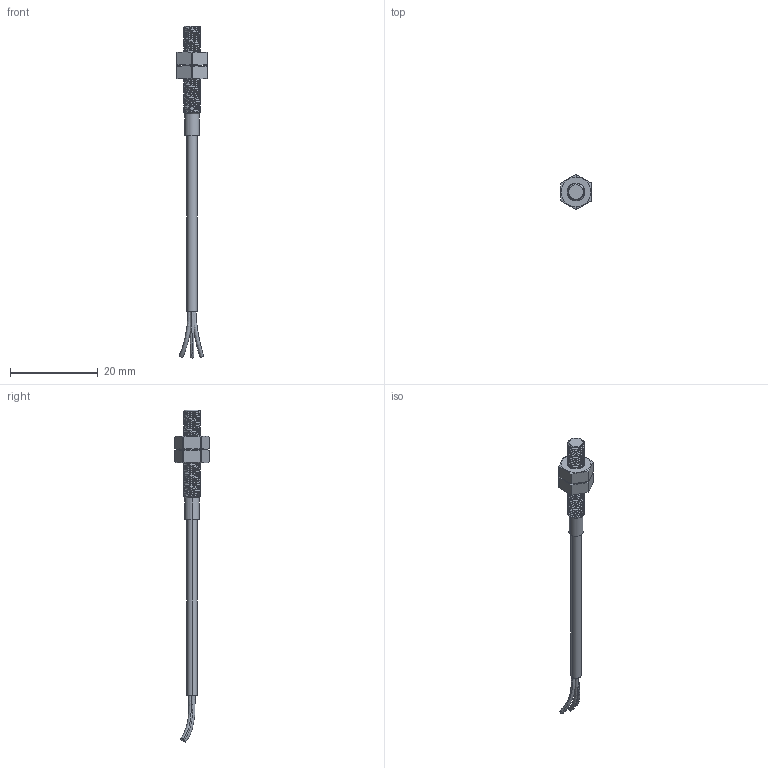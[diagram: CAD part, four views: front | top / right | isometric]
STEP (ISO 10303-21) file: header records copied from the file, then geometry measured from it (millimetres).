
FILE_DESCRIPTION((''),'2;1');
FILE_NAME('SM0408N-ASM_ASM','2022-07-12T16:47:08',('Administrator'),(''),'CREO PARAMETRIC BY PTC INC, 2021023','CREO PARAMETRIC BY PTC INC, 2021023','');
FILE_SCHEMA(('AUTOMOTIVE_DESIGN { 1 0 10303 214 1 1 1 1 }'));
Length unit declared in the file: millimetre
Products named in the file (3): SM0408N; NUT-M5-03; SM0408N-ASM_ASM
Assembly tree (3 placements, depth 2):
  SM0408N-ASM_ASM
    SM0408N
    NUT-M5-03  x2
Bounding box: 7.03 x 8.02 x 75.64 mm (x, y, z)
Volume: 641.9 mm3; surface area: 1172 mm2
Topology: 3 solids, 3 shells, 196 faces, 547 edges, 359 vertices
Faces by surface type: cylinder 118, bspline 44, plane 22, torus 8, cone 4
Entity records: 14177 total; most frequent: CARTESIAN_POINT 10129, ORIENTED_EDGE 894, DIRECTION 461, EDGE_CURVE 447, VERTEX_POINT 293, B_SPLINE_CURVE_WITH_KNOTS 280, AXIS2_PLACEMENT_3D 166, EDGE_LOOP 164
